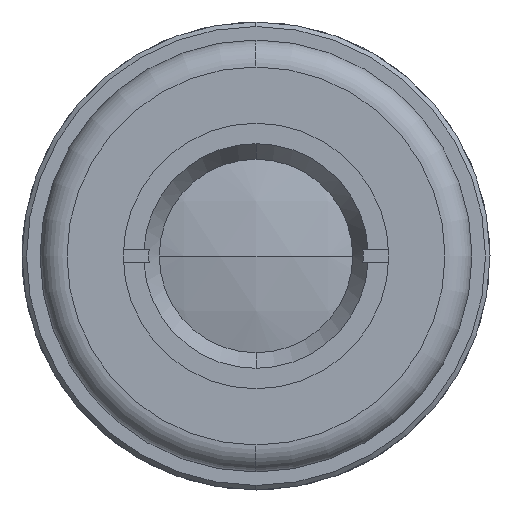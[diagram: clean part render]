
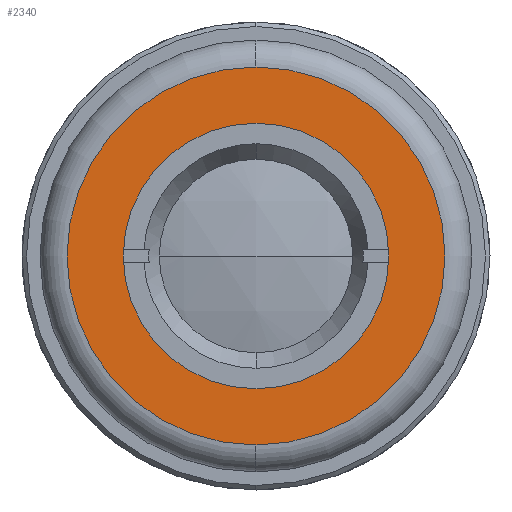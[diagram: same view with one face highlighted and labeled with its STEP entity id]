
A CAD part, left-side view. The second image highlights one B-rep face of the part: STEP entity #2340.
In plain terms, the highlighted planar face has unit normal (-1, 0, 0).
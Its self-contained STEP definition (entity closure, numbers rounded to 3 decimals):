
#159 = DIRECTION ( 'NONE',  ( 0., 0., 1. ) ) ;
#202 = CIRCLE ( 'NONE', #3116, 14.75 ) ;
#243 = EDGE_CURVE ( 'NONE', #338, #3328, #400, .T. ) ;
#264 = AXIS2_PLACEMENT_3D ( 'NONE', #639, #2764, #2509 ) ;
#338 = VERTEX_POINT ( 'NONE', #800 ) ;
#387 = DIRECTION ( 'NONE',  ( 0., 0., 1. ) ) ;
#398 = CARTESIAN_POINT ( 'NONE',  ( -33.9, 0., 0. ) ) ;
#400 = CIRCLE ( 'NONE', #457, 14.75 ) ;
#415 = DIRECTION ( 'NONE',  ( -1., 0., 0. ) ) ;
#429 = CARTESIAN_POINT ( 'NONE',  ( -33.9, 0., 14.75 ) ) ;
#457 = AXIS2_PLACEMENT_3D ( 'NONE', #899, #2202, #387 ) ;
#639 = CARTESIAN_POINT ( 'NONE',  ( -33.9, 24., 0. ) ) ;
#718 = DIRECTION ( 'NONE',  ( -1., 0., 0. ) ) ;
#800 = CARTESIAN_POINT ( 'NONE',  ( -33.9, 0., -14.75 ) ) ;
#867 = EDGE_LOOP ( 'NONE', ( #883, #2731 ) ) ;
#883 = ORIENTED_EDGE ( 'NONE', *, *, #3307, .F. ) ;
#899 = CARTESIAN_POINT ( 'NONE',  ( -33.9, 0., 0. ) ) ;
#901 = CARTESIAN_POINT ( 'NONE',  ( -33.9, 0., -21. ) ) ;
#1020 = ORIENTED_EDGE ( 'NONE', *, *, #2991, .T. ) ;
#1165 = DIRECTION ( 'NONE',  ( -1., 0., 0. ) ) ;
#1216 = DIRECTION ( 'NONE',  ( 0., 0., -1. ) ) ;
#1379 = CIRCLE ( 'NONE', #3282, 21. ) ;
#1488 = CARTESIAN_POINT ( 'NONE',  ( -33.9, 0., 0. ) ) ;
#1618 = EDGE_LOOP ( 'NONE', ( #2351, #1020 ) ) ;
#1947 = AXIS2_PLACEMENT_3D ( 'NONE', #398, #718, #3093 ) ;
#1968 = FACE_OUTER_BOUND ( 'NONE', #1618, .T. ) ;
#2155 = VERTEX_POINT ( 'NONE', #2502 ) ;
#2169 = PLANE ( 'NONE',  #264 ) ;
#2172 = EDGE_CURVE ( 'NONE', #2333, #2155, #1379, .T. ) ;
#2202 = DIRECTION ( 'NONE',  ( -1., 0., 0. ) ) ;
#2333 = VERTEX_POINT ( 'NONE', #901 ) ;
#2340 = ADVANCED_FACE ( 'NONE', ( #1968, #3032 ), #2169, .F. ) ;
#2351 = ORIENTED_EDGE ( 'NONE', *, *, #2172, .T. ) ;
#2502 = CARTESIAN_POINT ( 'NONE',  ( -33.9, 0., 21. ) ) ;
#2509 = DIRECTION ( 'NONE',  ( 0., 0., -1. ) ) ;
#2731 = ORIENTED_EDGE ( 'NONE', *, *, #243, .F. ) ;
#2764 = DIRECTION ( 'NONE',  ( 1., 0., 0. ) ) ;
#2991 = EDGE_CURVE ( 'NONE', #2155, #2333, #3225, .T. ) ;
#3032 = FACE_BOUND ( 'NONE', #867, .T. ) ;
#3039 = CARTESIAN_POINT ( 'NONE',  ( -33.9, 0., 0. ) ) ;
#3093 = DIRECTION ( 'NONE',  ( 0., 0., -1. ) ) ;
#3116 = AXIS2_PLACEMENT_3D ( 'NONE', #3039, #415, #159 ) ;
#3225 = CIRCLE ( 'NONE', #1947, 21. ) ;
#3282 = AXIS2_PLACEMENT_3D ( 'NONE', #1488, #1165, #1216 ) ;
#3307 = EDGE_CURVE ( 'NONE', #3328, #338, #202, .T. ) ;
#3328 = VERTEX_POINT ( 'NONE', #429 ) ;
